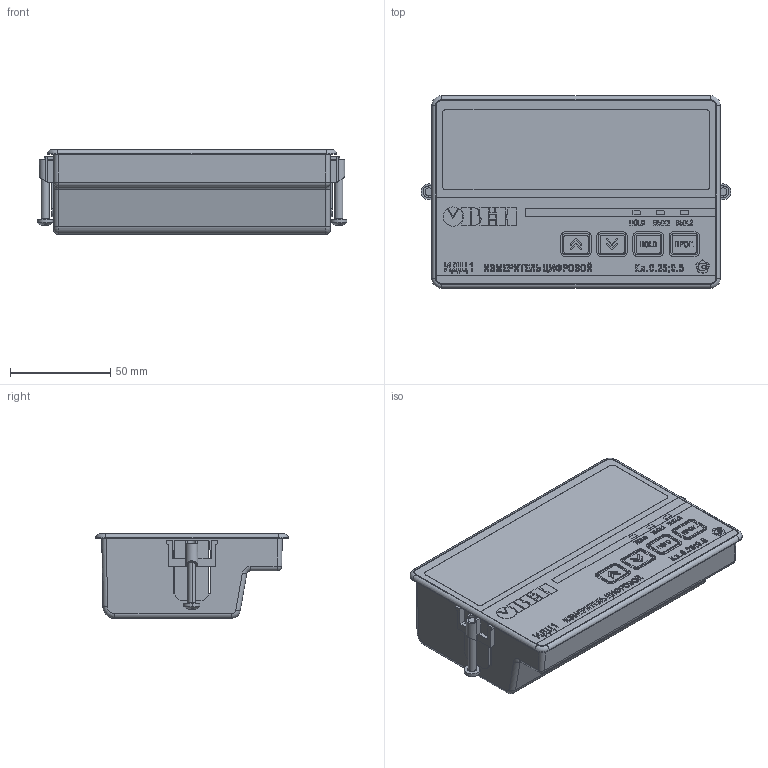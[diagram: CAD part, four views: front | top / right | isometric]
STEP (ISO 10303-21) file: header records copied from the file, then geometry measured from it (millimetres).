
FILE_DESCRIPTION (( 'STEP AP214' ), '1' );
FILE_NAME ('3D ìîäåëü ÈÄÖ1.STEP', '2016-08-02T16:59:08', ( '' ), ( '' ), 'SwSTEP 2.0', 'SolidWorks 2014', '' );
FILE_SCHEMA (( 'AUTOMOTIVE_DESIGN' ));
Length unit declared in the file: millimetre
Products named in the file (7): 栺闀闉 睯艜鍒鍣 1; 鎔艜 襞旂 17473_M3x10; 冓踖樦 2EDGR-5.08-1p; Ïàíåëü ëèöåâàÿ ÈÄÖ1; Êîðïóñ ÈÄÖ1; 3D ìîäåëü ÈÄÖ1; pan head cross recess screw_din_ISO 7045 - M4 x 30 - Z --- 30N
Assembly tree (22 placements, depth 2):
  3D ìîäåëü ÈÄÖ1
    Êîðïóñ ÈÄÖ1
    Ïàíåëü ëèöåâàÿ ÈÄÖ1
    冓踖樦 2EDGR-5.08-1p  x12
    鎔艜 襞旂 17473_M3x10  x4
    栺闀闉 睯艜鍒鍣 1  x2
    pan head cross recess screw_din_ISO 7045 - M4 x 30 - Z --- 30N  x2
Bounding box: 154.38 x 96 x 42.3 mm (x, y, z)
Volume: 53738.6 mm3; surface area: 127935.3 mm2
Topology: 22 solids, 22 shells, 2192 faces, 5730 edges, 3744 vertices
Faces by surface type: plane 1689, bspline 273, cylinder 146, torus 36, cone 32, sphere 16
Entity records: 65929 total; most frequent: CARTESIAN_POINT 12591, ORIENTED_EDGE 8604, DIRECTION 6715, EDGE_CURVE 4302, LINE 3463, VECTOR 3463, VERTEX_POINT 2838, EDGE_LOOP 1768
